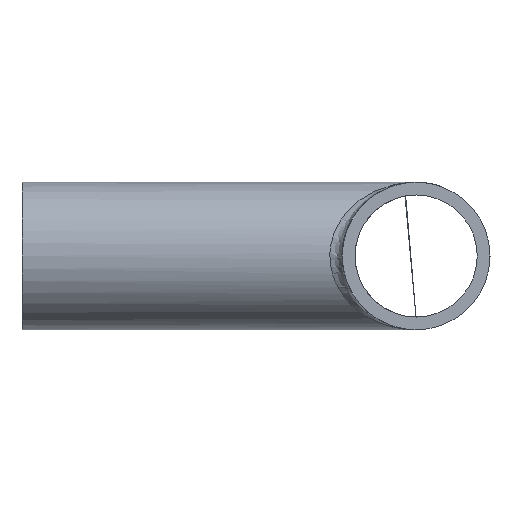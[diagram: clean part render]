
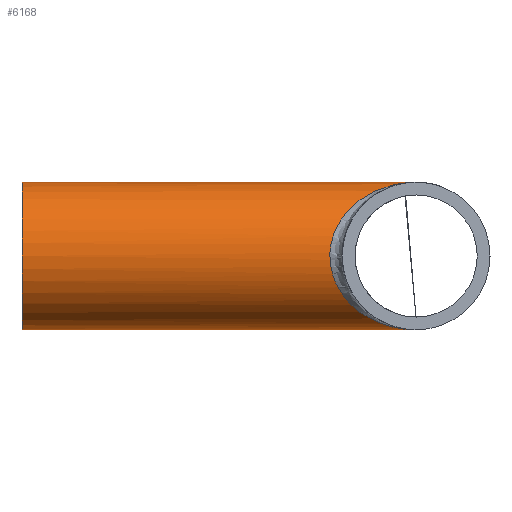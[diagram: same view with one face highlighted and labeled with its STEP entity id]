
A CAD part, left-side view. The second image highlights one B-rep face of the part: STEP entity #6168.
In plain terms, the highlighted cylindrical face has radius 9.525 mm (diameter 19.05 mm), a full revolution.
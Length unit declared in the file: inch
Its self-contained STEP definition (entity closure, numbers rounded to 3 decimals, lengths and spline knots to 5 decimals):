
#83=ELLIPSE('',#6529,0.57622,0.375);
#84=ELLIPSE('',#6530,0.57622,0.375);
#125=FACE_BOUND('',#1144,.T.);
#770=FACE_OUTER_BOUND('',#1143,.T.);
#1143=EDGE_LOOP('',(#5760,#5761));
#1144=EDGE_LOOP('',(#5762));
#2131=CIRCLE('',#6539,0.375);
#3030=VERTEX_POINT('',#13320);
#3031=VERTEX_POINT('',#13321);
#3037=VERTEX_POINT('',#13443);
#3942=EDGE_CURVE('',#3031,#3030,#83,.T.);
#3943=EDGE_CURVE('',#3030,#3031,#84,.T.);
#3949=EDGE_CURVE('',#3037,#3037,#2131,.T.);
#5760=ORIENTED_EDGE('',*,*,#3943,.F.);
#5761=ORIENTED_EDGE('',*,*,#3942,.F.);
#5762=ORIENTED_EDGE('',*,*,#3949,.T.);
#5807=CYLINDRICAL_SURFACE('',#6538,0.375);
#6168=ADVANCED_FACE('',(#770,#125),#5807,.T.);
#6529=AXIS2_PLACEMENT_3D('',#13378,#7690,#7691);
#6530=AXIS2_PLACEMENT_3D('',#13429,#7692,#7693);
#6538=AXIS2_PLACEMENT_3D('',#13442,#7708,#7709);
#6539=AXIS2_PLACEMENT_3D('',#13444,#7710,#7711);
#7690=DIRECTION('center_axis',(-0.759,-0.651,0.));
#7691=DIRECTION('ref_axis',(-0.651,0.759,0.));
#7692=DIRECTION('center_axis',(0.759,-0.651,0.));
#7693=DIRECTION('ref_axis',(0.651,0.759,0.));
#7708=DIRECTION('center_axis',(0.,-1.,0.));
#7709=DIRECTION('ref_axis',(1.,0.,0.));
#7710=DIRECTION('center_axis',(0.,-1.,0.));
#7711=DIRECTION('ref_axis',(1.,0.,0.));
#13320=CARTESIAN_POINT('',(0.,0.,-0.375));
#13321=CARTESIAN_POINT('',(0.,0.,0.375));
#13378=CARTESIAN_POINT('Origin',(0.,0.,0.));
#13429=CARTESIAN_POINT('Origin',(0.,0.,0.));
#13442=CARTESIAN_POINT('Origin',(0.,2.,0.));
#13443=CARTESIAN_POINT('',(-0.375,2.,0.));
#13444=CARTESIAN_POINT('Origin',(0.,2.,0.));
